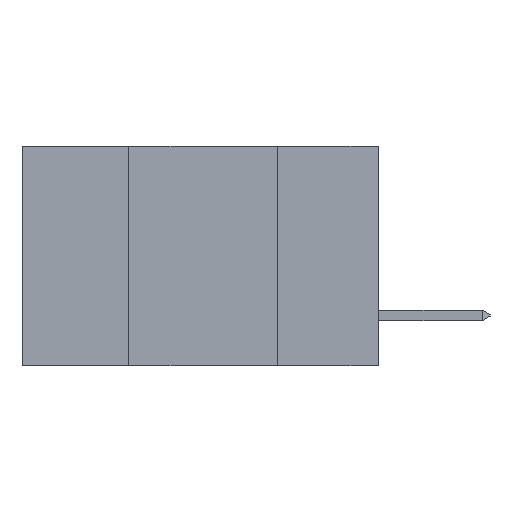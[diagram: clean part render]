
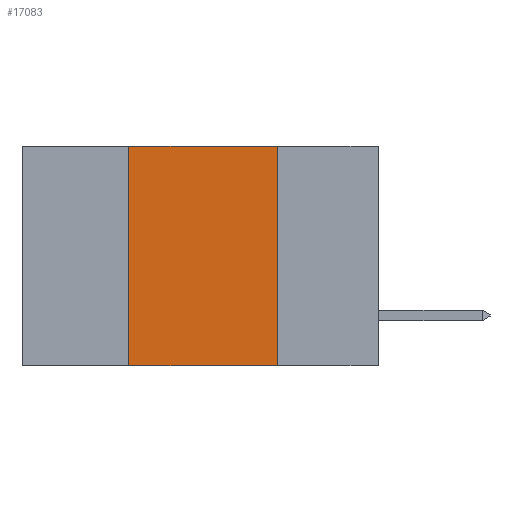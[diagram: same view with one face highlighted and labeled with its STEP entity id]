
A CAD part, left-side view. The second image highlights one B-rep face of the part: STEP entity #17083.
In plain terms, the highlighted planar face has unit normal (-1, 0, 0).
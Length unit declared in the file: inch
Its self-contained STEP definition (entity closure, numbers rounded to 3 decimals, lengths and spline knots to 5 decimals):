
#266 = CARTESIAN_POINT ( 'NONE',  ( 0., 0.42, 0. ) ) ;
#281 = AXIS2_PLACEMENT_3D ( 'NONE', #4706, #18352, #9382 ) ;
#362 = CARTESIAN_POINT ( 'NONE',  ( 0., 0.42, 0. ) ) ;
#792 = CARTESIAN_POINT ( 'NONE',  ( 0., 0.42, -0.37 ) ) ;
#2144 = VERTEX_POINT ( 'NONE', #792 ) ;
#2155 = DIRECTION ( 'NONE',  ( 0., -1., 0. ) ) ;
#2589 = VERTEX_POINT ( 'NONE', #9506 ) ;
#2615 = EDGE_CURVE ( 'NONE', #3925, #7993, #18002, .T. ) ;
#3105 = VECTOR ( 'NONE', #5184, 39.37008 ) ;
#3110 = PLANE ( 'NONE',  #281 ) ;
#3925 = VERTEX_POINT ( 'NONE', #266 ) ;
#4706 = CARTESIAN_POINT ( 'NONE',  ( 0., 0.6, 0. ) ) ;
#4728 = CARTESIAN_POINT ( 'NONE',  ( 0., 0.17, 0. ) ) ;
#5184 = DIRECTION ( 'NONE',  ( 0., 0., 1. ) ) ;
#6442 = VECTOR ( 'NONE', #19618, 39.37008 ) ;
#6884 = VECTOR ( 'NONE', #9520, 39.37008 ) ;
#7536 = EDGE_CURVE ( 'NONE', #2144, #2589, #18747, .T. ) ;
#7978 = CARTESIAN_POINT ( 'NONE',  ( 0., 0.17, 0. ) ) ;
#7993 = VERTEX_POINT ( 'NONE', #4728 ) ;
#9382 = DIRECTION ( 'NONE',  ( 0., 0., -1. ) ) ;
#9506 = CARTESIAN_POINT ( 'NONE',  ( 0., 0.17, -0.37 ) ) ;
#9520 = DIRECTION ( 'NONE',  ( 0., 0., -1. ) ) ;
#9876 = ORIENTED_EDGE ( 'NONE', *, *, #7536, .T. ) ;
#10591 = EDGE_CURVE ( 'NONE', #2144, #3925, #15353, .T. ) ;
#11432 = LINE ( 'NONE', #7978, #6884 ) ;
#12175 = EDGE_LOOP ( 'NONE', ( #12965, #13893, #12183, #9876 ) ) ;
#12183 = ORIENTED_EDGE ( 'NONE', *, *, #10591, .F. ) ;
#12965 = ORIENTED_EDGE ( 'NONE', *, *, #19565, .F. ) ;
#13694 = FACE_OUTER_BOUND ( 'NONE', #12175, .T. ) ;
#13893 = ORIENTED_EDGE ( 'NONE', *, *, #2615, .F. ) ;
#14525 = CARTESIAN_POINT ( 'NONE',  ( 0., 0.6, -0.37 ) ) ;
#15353 = LINE ( 'NONE', #362, #3105 ) ;
#17083 = ADVANCED_FACE ( 'NONE', ( #13694 ), #3110, .F. ) ;
#17910 = CARTESIAN_POINT ( 'NONE',  ( 0., 0.6, 0. ) ) ;
#18002 = LINE ( 'NONE', #17910, #6442 ) ;
#18298 = VECTOR ( 'NONE', #2155, 39.37008 ) ;
#18352 = DIRECTION ( 'NONE',  ( 1., 0., 0. ) ) ;
#18747 = LINE ( 'NONE', #14525, #18298 ) ;
#19565 = EDGE_CURVE ( 'NONE', #7993, #2589, #11432, .T. ) ;
#19618 = DIRECTION ( 'NONE',  ( 0., -1., 0. ) ) ;
